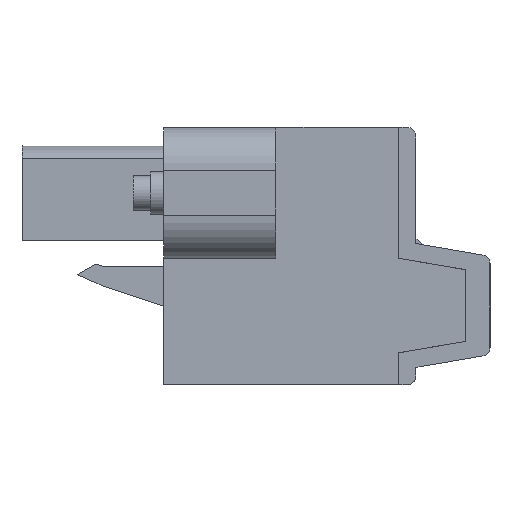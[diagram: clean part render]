
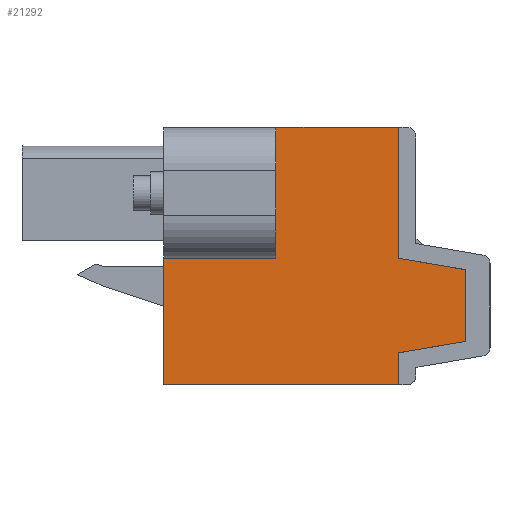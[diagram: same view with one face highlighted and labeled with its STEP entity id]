
A CAD part, left-side view. The second image highlights one B-rep face of the part: STEP entity #21292.
In plain terms, the highlighted planar face has unit normal (-1, 0, 0).
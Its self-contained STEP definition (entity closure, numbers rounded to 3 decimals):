
#416=LINE('',#30332,#3252);
#429=LINE('',#30386,#3265);
#431=LINE('',#30394,#3267);
#432=LINE('',#30395,#3268);
#433=LINE('',#30397,#3269);
#434=LINE('',#30399,#3270);
#435=LINE('',#30401,#3271);
#436=LINE('',#30403,#3272);
#437=LINE('',#30405,#3273);
#438=LINE('',#30407,#3274);
#3252=VECTOR('',#24554,1000.);
#3265=VECTOR('',#24601,1000.);
#3267=VECTOR('',#24609,1000.);
#3268=VECTOR('',#24610,1000.);
#3269=VECTOR('',#24611,1000.);
#3270=VECTOR('',#24612,1000.);
#3271=VECTOR('',#24613,1000.);
#3272=VECTOR('',#24614,1000.);
#3273=VECTOR('',#24615,1000.);
#3274=VECTOR('',#24616,1000.);
#6129=ORIENTED_EDGE('',*,*,#12348,.F.);
#6130=ORIENTED_EDGE('',*,*,#12352,.T.);
#6131=ORIENTED_EDGE('',*,*,#12323,.F.);
#6132=ORIENTED_EDGE('',*,*,#12353,.F.);
#6133=ORIENTED_EDGE('',*,*,#12354,.F.);
#6134=ORIENTED_EDGE('',*,*,#12355,.F.);
#6135=ORIENTED_EDGE('',*,*,#12356,.F.);
#6136=ORIENTED_EDGE('',*,*,#12357,.F.);
#6137=ORIENTED_EDGE('',*,*,#12358,.F.);
#6138=ORIENTED_EDGE('',*,*,#12359,.F.);
#12323=EDGE_CURVE('',#15435,#15436,#416,.T.);
#12348=EDGE_CURVE('',#15459,#15460,#429,.T.);
#12352=EDGE_CURVE('',#15459,#15436,#431,.T.);
#12353=EDGE_CURVE('',#15463,#15435,#432,.T.);
#12354=EDGE_CURVE('',#15464,#15463,#433,.T.);
#12355=EDGE_CURVE('',#15465,#15464,#434,.T.);
#12356=EDGE_CURVE('',#15466,#15465,#435,.T.);
#12357=EDGE_CURVE('',#15467,#15466,#436,.T.);
#12358=EDGE_CURVE('',#15468,#15467,#437,.T.);
#12359=EDGE_CURVE('',#15460,#15468,#438,.T.);
#15435=VERTEX_POINT('',#30331);
#15436=VERTEX_POINT('',#30333);
#15459=VERTEX_POINT('',#30385);
#15460=VERTEX_POINT('',#30387);
#15463=VERTEX_POINT('',#30396);
#15464=VERTEX_POINT('',#30398);
#15465=VERTEX_POINT('',#30400);
#15466=VERTEX_POINT('',#30402);
#15467=VERTEX_POINT('',#30404);
#15468=VERTEX_POINT('',#30406);
#17686=EDGE_LOOP('',(#6129,#6130,#6131,#6132,#6133,#6134,#6135,#6136,#6137,
#6138));
#18994=FACE_BOUND('',#17686,.T.);
#20293=PLANE('',#23058);
#21292=ADVANCED_FACE('',(#18994),#20293,.F.);
#23058=AXIS2_PLACEMENT_3D('',#30393,#24607,#24608);
#24554=DIRECTION('',(0.,0.,1.));
#24601=DIRECTION('',(0.,0.,1.));
#24607=DIRECTION('',(1.,0.,0.));
#24608=DIRECTION('',(0.,0.,-1.));
#24609=DIRECTION('',(0.,1.,0.));
#24610=DIRECTION('',(0.,1.,0.));
#24611=DIRECTION('',(0.,0.,-1.));
#24612=DIRECTION('',(0.,0.986,-0.169));
#24613=DIRECTION('',(0.,0.,-1.));
#24614=DIRECTION('',(0.,-0.986,-0.169));
#24615=DIRECTION('',(0.,0.,-1.));
#24616=DIRECTION('',(0.,-1.,0.));
#30331=CARTESIAN_POINT('',(-22.86,6.805,-7.45));
#30332=CARTESIAN_POINT('',(-22.86,6.805,-7.45));
#30333=CARTESIAN_POINT('',(-22.86,6.805,-0.13));
#30385=CARTESIAN_POINT('',(-22.86,0.305,-0.13));
#30386=CARTESIAN_POINT('',(-22.86,0.305,-0.13));
#30387=CARTESIAN_POINT('',(-22.86,0.305,7.45));
#30393=CARTESIAN_POINT('',(-22.86,0.,0.));
#30394=CARTESIAN_POINT('',(-22.86,0.305,-0.13));
#30395=CARTESIAN_POINT('',(-22.86,-6.805,-7.45));
#30396=CARTESIAN_POINT('',(-22.86,-6.805,-7.45));
#30397=CARTESIAN_POINT('',(-22.86,-6.805,-5.61));
#30398=CARTESIAN_POINT('',(-22.86,-6.805,-5.61));
#30399=CARTESIAN_POINT('',(-22.86,-10.688,-4.945));
#30400=CARTESIAN_POINT('',(-22.86,-10.688,-4.945));
#30401=CARTESIAN_POINT('',(-22.86,-10.688,-0.795));
#30402=CARTESIAN_POINT('',(-22.86,-10.688,-0.795));
#30403=CARTESIAN_POINT('',(-22.86,-6.805,-0.13));
#30404=CARTESIAN_POINT('',(-22.86,-6.805,-0.13));
#30405=CARTESIAN_POINT('',(-22.86,-6.805,7.45));
#30406=CARTESIAN_POINT('',(-22.86,-6.805,7.45));
#30407=CARTESIAN_POINT('',(-22.86,6.805,7.45));
